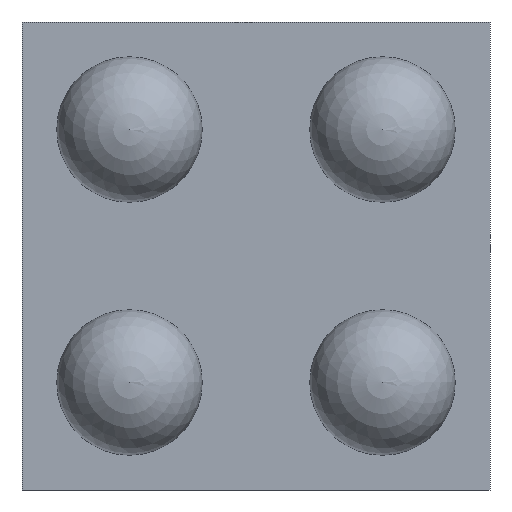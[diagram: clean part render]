
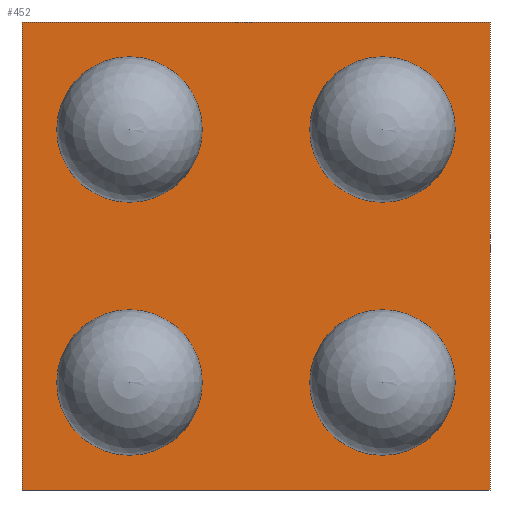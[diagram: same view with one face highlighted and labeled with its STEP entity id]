
A CAD part, front view. The second image highlights one B-rep face of the part: STEP entity #452.
In plain terms, the highlighted planar face has unit normal (0, -1, 0).
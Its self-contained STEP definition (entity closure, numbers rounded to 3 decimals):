
#4 = EDGE_CURVE ( 'NONE', #609, #471, #18, .T. ) ;
#11 = AXIS2_PLACEMENT_3D ( 'NONE', #295, #531, #116 ) ;
#15 = CARTESIAN_POINT ( 'NONE',  ( 0.37, 0., 0.37 ) ) ;
#18 = CIRCLE ( 'NONE', #387, 0.115 ) ;
#26 = CARTESIAN_POINT ( 'NONE',  ( 0.37, 0., -0.37 ) ) ;
#27 = EDGE_CURVE ( 'NONE', #43, #521, #159, .T. ) ;
#31 = AXIS2_PLACEMENT_3D ( 'NONE', #157, #272, #489 ) ;
#38 = CARTESIAN_POINT ( 'NONE',  ( -0.37, 0., -0.37 ) ) ;
#39 = CARTESIAN_POINT ( 'NONE',  ( 0.2, 0., -0.2 ) ) ;
#42 = CARTESIAN_POINT ( 'NONE',  ( 0.2, 0., 0.315 ) ) ;
#43 = VERTEX_POINT ( 'NONE', #449 ) ;
#47 = FACE_BOUND ( 'NONE', #315, .T. ) ;
#60 = DIRECTION ( 'NONE',  ( 0., 0., -1. ) ) ;
#78 = AXIS2_PLACEMENT_3D ( 'NONE', #142, #150, #516 ) ;
#92 = DIRECTION ( 'NONE',  ( -1., 0., 0. ) ) ;
#93 = VERTEX_POINT ( 'NONE', #428 ) ;
#98 = EDGE_CURVE ( 'NONE', #604, #93, #152, .T. ) ;
#112 = CARTESIAN_POINT ( 'NONE',  ( -0.2, 0., -0.315 ) ) ;
#116 = DIRECTION ( 'NONE',  ( 0., 0., -1. ) ) ;
#122 = DIRECTION ( 'NONE',  ( 0., 1., 0. ) ) ;
#127 = AXIS2_PLACEMENT_3D ( 'NONE', #474, #605, #244 ) ;
#135 = FACE_BOUND ( 'NONE', #564, .T. ) ;
#137 = EDGE_LOOP ( 'NONE', ( #478, #342, #555, #360 ) ) ;
#141 = EDGE_LOOP ( 'NONE', ( #542, #148 ) ) ;
#142 = CARTESIAN_POINT ( 'NONE',  ( 0.2, 0., -0.2 ) ) ;
#145 = CARTESIAN_POINT ( 'NONE',  ( -0.37, 0., 0.37 ) ) ;
#146 = EDGE_CURVE ( 'NONE', #261, #613, #510, .T. ) ;
#148 = ORIENTED_EDGE ( 'NONE', *, *, #568, .T. ) ;
#150 = DIRECTION ( 'NONE',  ( 0., 1., 0. ) ) ;
#152 = CIRCLE ( 'NONE', #422, 0.115 ) ;
#154 = DIRECTION ( 'NONE',  ( 1., 0., 0. ) ) ;
#155 = CARTESIAN_POINT ( 'NONE',  ( 0.2, 0., 0.2 ) ) ;
#157 = CARTESIAN_POINT ( 'NONE',  ( -0.2, 0., 0.2 ) ) ;
#158 = DIRECTION ( 'NONE',  ( 0., 1., 0. ) ) ;
#159 = CIRCLE ( 'NONE', #31, 0.115 ) ;
#180 = CIRCLE ( 'NONE', #286, 0.115 ) ;
#182 = CARTESIAN_POINT ( 'NONE',  ( -0.37, 0., 0.37 ) ) ;
#184 = FACE_BOUND ( 'NONE', #223, .T. ) ;
#191 = CARTESIAN_POINT ( 'NONE',  ( -0.37, 0., -0.37 ) ) ;
#203 = LINE ( 'NONE', #38, #242 ) ;
#206 = VERTEX_POINT ( 'NONE', #26 ) ;
#211 = DIRECTION ( 'NONE',  ( 0., 0., -1. ) ) ;
#219 = CARTESIAN_POINT ( 'NONE',  ( 0.2, 0., 0.085 ) ) ;
#223 = EDGE_LOOP ( 'NONE', ( #512, #308 ) ) ;
#232 = DIRECTION ( 'NONE',  ( 0., 1., 0. ) ) ;
#242 = VECTOR ( 'NONE', #92, 1000. ) ;
#244 = DIRECTION ( 'NONE',  ( 0., 0., -1. ) ) ;
#245 = ORIENTED_EDGE ( 'NONE', *, *, #27, .T. ) ;
#261 = VERTEX_POINT ( 'NONE', #409 ) ;
#272 = DIRECTION ( 'NONE',  ( 0., 1., 0. ) ) ;
#285 = PLANE ( 'NONE',  #606 ) ;
#286 = AXIS2_PLACEMENT_3D ( 'NONE', #578, #122, #60 ) ;
#288 = CARTESIAN_POINT ( 'NONE',  ( 0., 0., 0. ) ) ;
#295 = CARTESIAN_POINT ( 'NONE',  ( -0.2, 0., 0.2 ) ) ;
#296 = DIRECTION ( 'NONE',  ( 0., 1., 0. ) ) ;
#308 = ORIENTED_EDGE ( 'NONE', *, *, #98, .T. ) ;
#315 = EDGE_LOOP ( 'NONE', ( #245, #611 ) ) ;
#320 = DIRECTION ( 'NONE',  ( 0., 0., 1. ) ) ;
#325 = FACE_OUTER_BOUND ( 'NONE', #137, .T. ) ;
#340 = CIRCLE ( 'NONE', #78, 0.115 ) ;
#342 = ORIENTED_EDGE ( 'NONE', *, *, #146, .F. ) ;
#343 = EDGE_CURVE ( 'NONE', #502, #261, #554, .T. ) ;
#344 = LINE ( 'NONE', #15, #472 ) ;
#352 = AXIS2_PLACEMENT_3D ( 'NONE', #582, #158, #586 ) ;
#360 = ORIENTED_EDGE ( 'NONE', *, *, #468, .F. ) ;
#371 = VECTOR ( 'NONE', #320, 1000. ) ;
#387 = AXIS2_PLACEMENT_3D ( 'NONE', #155, #296, #482 ) ;
#389 = CIRCLE ( 'NONE', #11, 0.115 ) ;
#399 = VERTEX_POINT ( 'NONE', #552 ) ;
#400 = CARTESIAN_POINT ( 'NONE',  ( 0.2, 0., -0.085 ) ) ;
#409 = CARTESIAN_POINT ( 'NONE',  ( -0.37, 0., 0.37 ) ) ;
#422 = AXIS2_PLACEMENT_3D ( 'NONE', #39, #232, #479 ) ;
#425 = DIRECTION ( 'NONE',  ( 0., 0., -1. ) ) ;
#428 = CARTESIAN_POINT ( 'NONE',  ( 0.2, 0., -0.315 ) ) ;
#449 = CARTESIAN_POINT ( 'NONE',  ( -0.2, 0., 0.085 ) ) ;
#452 = ADVANCED_FACE ( 'NONE', ( #135, #184, #47, #612, #325 ), #285, .T. ) ;
#456 = EDGE_CURVE ( 'NONE', #93, #604, #340, .T. ) ;
#459 = CARTESIAN_POINT ( 'NONE',  ( 0.37, 0., 0.37 ) ) ;
#468 = EDGE_CURVE ( 'NONE', #206, #502, #203, .T. ) ;
#471 = VERTEX_POINT ( 'NONE', #42 ) ;
#472 = VECTOR ( 'NONE', #211, 1000. ) ;
#474 = CARTESIAN_POINT ( 'NONE',  ( 0.2, 0., 0.2 ) ) ;
#477 = DIRECTION ( 'NONE',  ( 0., -1., 0. ) ) ;
#478 = ORIENTED_EDGE ( 'NONE', *, *, #535, .F. ) ;
#479 = DIRECTION ( 'NONE',  ( 0., 0., -1. ) ) ;
#482 = DIRECTION ( 'NONE',  ( 0., 0., -1. ) ) ;
#489 = DIRECTION ( 'NONE',  ( 0., 0., -1. ) ) ;
#500 = EDGE_CURVE ( 'NONE', #471, #609, #576, .T. ) ;
#502 = VERTEX_POINT ( 'NONE', #191 ) ;
#510 = LINE ( 'NONE', #182, #511 ) ;
#511 = VECTOR ( 'NONE', #154, 1000. ) ;
#512 = ORIENTED_EDGE ( 'NONE', *, *, #456, .T. ) ;
#516 = DIRECTION ( 'NONE',  ( 0., 0., -1. ) ) ;
#517 = ORIENTED_EDGE ( 'NONE', *, *, #4, .T. ) ;
#521 = VERTEX_POINT ( 'NONE', #573 ) ;
#531 = DIRECTION ( 'NONE',  ( 0., 1., 0. ) ) ;
#535 = EDGE_CURVE ( 'NONE', #613, #206, #344, .T. ) ;
#542 = ORIENTED_EDGE ( 'NONE', *, *, #553, .T. ) ;
#551 = VERTEX_POINT ( 'NONE', #112 ) ;
#552 = CARTESIAN_POINT ( 'NONE',  ( -0.2, 0., -0.085 ) ) ;
#553 = EDGE_CURVE ( 'NONE', #551, #399, #180, .T. ) ;
#554 = LINE ( 'NONE', #145, #371 ) ;
#555 = ORIENTED_EDGE ( 'NONE', *, *, #343, .F. ) ;
#564 = EDGE_LOOP ( 'NONE', ( #517, #592 ) ) ;
#565 = EDGE_CURVE ( 'NONE', #521, #43, #389, .T. ) ;
#568 = EDGE_CURVE ( 'NONE', #399, #551, #577, .T. ) ;
#573 = CARTESIAN_POINT ( 'NONE',  ( -0.2, 0., 0.315 ) ) ;
#576 = CIRCLE ( 'NONE', #127, 0.115 ) ;
#577 = CIRCLE ( 'NONE', #352, 0.115 ) ;
#578 = CARTESIAN_POINT ( 'NONE',  ( -0.2, 0., -0.2 ) ) ;
#582 = CARTESIAN_POINT ( 'NONE',  ( -0.2, 0., -0.2 ) ) ;
#586 = DIRECTION ( 'NONE',  ( 0., 0., -1. ) ) ;
#592 = ORIENTED_EDGE ( 'NONE', *, *, #500, .T. ) ;
#604 = VERTEX_POINT ( 'NONE', #400 ) ;
#605 = DIRECTION ( 'NONE',  ( 0., 1., 0. ) ) ;
#606 = AXIS2_PLACEMENT_3D ( 'NONE', #288, #477, #425 ) ;
#609 = VERTEX_POINT ( 'NONE', #219 ) ;
#611 = ORIENTED_EDGE ( 'NONE', *, *, #565, .T. ) ;
#612 = FACE_BOUND ( 'NONE', #141, .T. ) ;
#613 = VERTEX_POINT ( 'NONE', #459 ) ;
